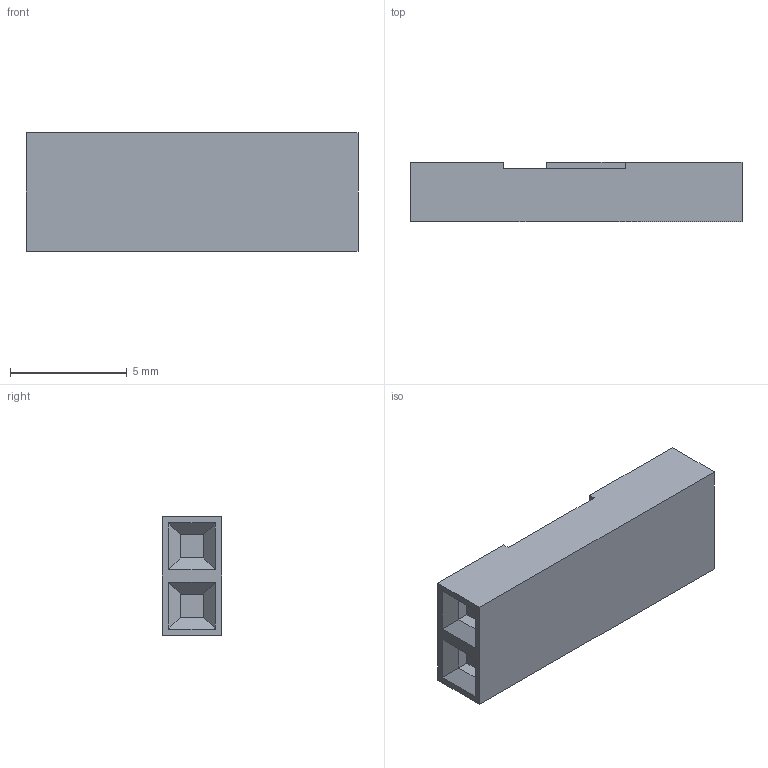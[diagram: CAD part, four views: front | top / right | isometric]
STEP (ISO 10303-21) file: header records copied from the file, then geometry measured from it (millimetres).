
FILE_DESCRIPTION(/* description */ (''),/* implementation_level */ '2;1');
FILE_NAME(/* name */ '529-02-1.stp',/* time_stamp */ '2018-06-26T10:01:28+02:00',/* author */ ('andreas.larin'),/* organization */ (''),/* preprocessor_version */ 'ST-DEVELOPER v15.6',/* originating_system */ 'Autodesk Inventor 2015',/* authorisation */ '');
FILE_SCHEMA (('AUTOMOTIVE_DESIGN { 1 0 10303 214 3 1 1 }'));
Length unit declared in the file: millimetre
Products named in the file (1): 529-02-1
Bounding box: 14.2 x 2.54 x 5.08 mm (x, y, z)
Volume: 156 mm3; surface area: 320 mm2
Topology: 1 solids, 1 shells, 106 faces, 258 edges, 161 vertices
Faces by surface type: plane 100, cylinder 6
Entity records: 3042 total; most frequent: CARTESIAN_POINT 526, ORIENTED_EDGE 524, DIRECTION 484, EDGE_CURVE 258, LINE 246, VECTOR 246, VERTEX_POINT 161, AXIS2_PLACEMENT_3D 119
